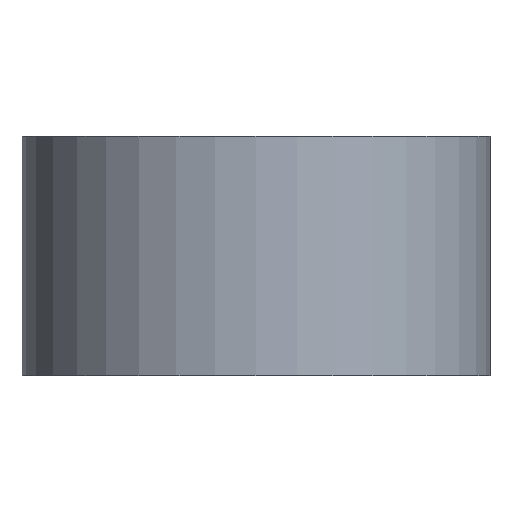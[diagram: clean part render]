
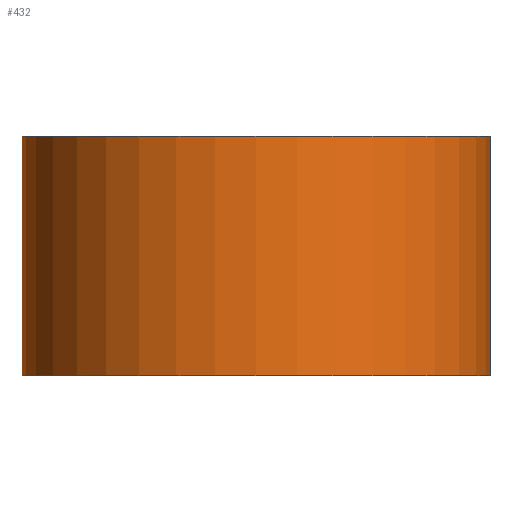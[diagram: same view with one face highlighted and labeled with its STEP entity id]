
A CAD part, front view. The second image highlights one B-rep face of the part: STEP entity #432.
In plain terms, the highlighted cylindrical face has radius 15.507 mm (diameter 31.013 mm), a partial arc.
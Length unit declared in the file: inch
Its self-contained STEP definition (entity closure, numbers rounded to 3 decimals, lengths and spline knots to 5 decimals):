
#2 = EDGE_CURVE ( 'NONE', #390, #408, #269, .T. ) ;
#28 = EDGE_LOOP ( 'NONE', ( #444, #544, #324, #410 ) ) ;
#42 = DIRECTION ( 'NONE',  ( 1., 0., 0. ) ) ;
#80 = CIRCLE ( 'NONE', #386, 0.6105 ) ;
#117 = CYLINDRICAL_SURFACE ( 'NONE', #512, 0.6105 ) ;
#135 = CIRCLE ( 'NONE', #220, 0.6105 ) ;
#150 = CARTESIAN_POINT ( 'NONE',  ( 0.5625, -0.9825, 0.3125 ) ) ;
#164 = DIRECTION ( 'NONE',  ( 0., 0., -1. ) ) ;
#169 = DIRECTION ( 'NONE',  ( 1., 0., 0. ) ) ;
#184 = CARTESIAN_POINT ( 'NONE',  ( 0.5625, -1.593, -0.3125 ) ) ;
#188 = DIRECTION ( 'NONE',  ( 0., 0., -1. ) ) ;
#197 = DIRECTION ( 'NONE',  ( -1., 0., 0. ) ) ;
#202 = EDGE_CURVE ( 'NONE', #408, #478, #135, .T. ) ;
#204 = DIRECTION ( 'NONE',  ( 0., 0., -1. ) ) ;
#219 = CARTESIAN_POINT ( 'NONE',  ( -0.048, -1.593, 0.3125 ) ) ;
#220 = AXIS2_PLACEMENT_3D ( 'NONE', #184, #164, #169 ) ;
#269 = LINE ( 'NONE', #150, #368 ) ;
#277 = DIRECTION ( 'NONE',  ( 0., 0., -1. ) ) ;
#301 = DIRECTION ( 'NONE',  ( 0., 0., -1. ) ) ;
#320 = VERTEX_POINT ( 'NONE', #219 ) ;
#324 = ORIENTED_EDGE ( 'NONE', *, *, #397, .T. ) ;
#368 = VECTOR ( 'NONE', #188, 39.37008 ) ;
#386 = AXIS2_PLACEMENT_3D ( 'NONE', #406, #301, #42 ) ;
#390 = VERTEX_POINT ( 'NONE', #505 ) ;
#397 = EDGE_CURVE ( 'NONE', #390, #320, #80, .T. ) ;
#406 = CARTESIAN_POINT ( 'NONE',  ( 0.5625, -1.593, 0.3125 ) ) ;
#408 = VERTEX_POINT ( 'NONE', #452 ) ;
#410 = ORIENTED_EDGE ( 'NONE', *, *, #539, .T. ) ;
#420 = FACE_OUTER_BOUND ( 'NONE', #28, .T. ) ;
#432 = ADVANCED_FACE ( 'NONE', ( #420 ), #117, .T. ) ;
#444 = ORIENTED_EDGE ( 'NONE', *, *, #202, .F. ) ;
#452 = CARTESIAN_POINT ( 'NONE',  ( 0.5625, -0.9825, -0.3125 ) ) ;
#478 = VERTEX_POINT ( 'NONE', #509 ) ;
#503 = VECTOR ( 'NONE', #204, 39.37008 ) ;
#505 = CARTESIAN_POINT ( 'NONE',  ( 0.5625, -0.9825, 0.3125 ) ) ;
#508 = CARTESIAN_POINT ( 'NONE',  ( 0.5625, -1.593, 0.3125 ) ) ;
#509 = CARTESIAN_POINT ( 'NONE',  ( -0.048, -1.593, -0.3125 ) ) ;
#512 = AXIS2_PLACEMENT_3D ( 'NONE', #508, #277, #197 ) ;
#514 = CARTESIAN_POINT ( 'NONE',  ( -0.048, -1.593, 0.3125 ) ) ;
#518 = LINE ( 'NONE', #514, #503 ) ;
#539 = EDGE_CURVE ( 'NONE', #320, #478, #518, .T. ) ;
#544 = ORIENTED_EDGE ( 'NONE', *, *, #2, .F. ) ;
